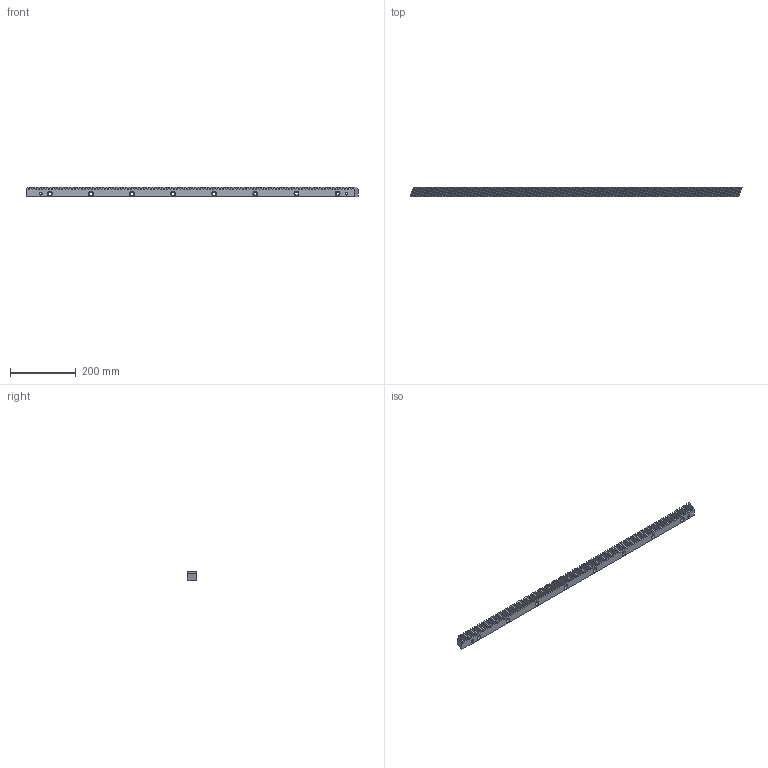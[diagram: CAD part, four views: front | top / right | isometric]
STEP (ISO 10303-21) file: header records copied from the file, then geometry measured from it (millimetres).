
FILE_DESCRIPTION(('STEP AP214'),'1');
FILE_NAME('143-030-210.stp','2017-10-10T15:24:15',('TraceParts'),('TraceParts S.A.'),'Spatial InterOp 3D',' ',' ');
FILE_SCHEMA(('automotive_design'));
Length unit declared in the file: millimetre
Products named in the file (1): 143-030-210
Bounding box: 1009.6 x 29 x 29 mm (x, y, z)
Volume: 718360.5 mm3; surface area: 147230.5 mm2
Topology: 1 solids, 1 shells, 451 faces, 1323 edges, 882 vertices
Faces by surface type: plane 415, cylinder 36
Entity records: 18402 total; most frequent: CARTESIAN_POINT 2657, ORIENTED_EDGE 2646, DIRECTION 2299, EDGE_CURVE 1323, LINE 1251, VECTOR 1251, VERTEX_POINT 882, AXIS2_PLACEMENT_3D 524
